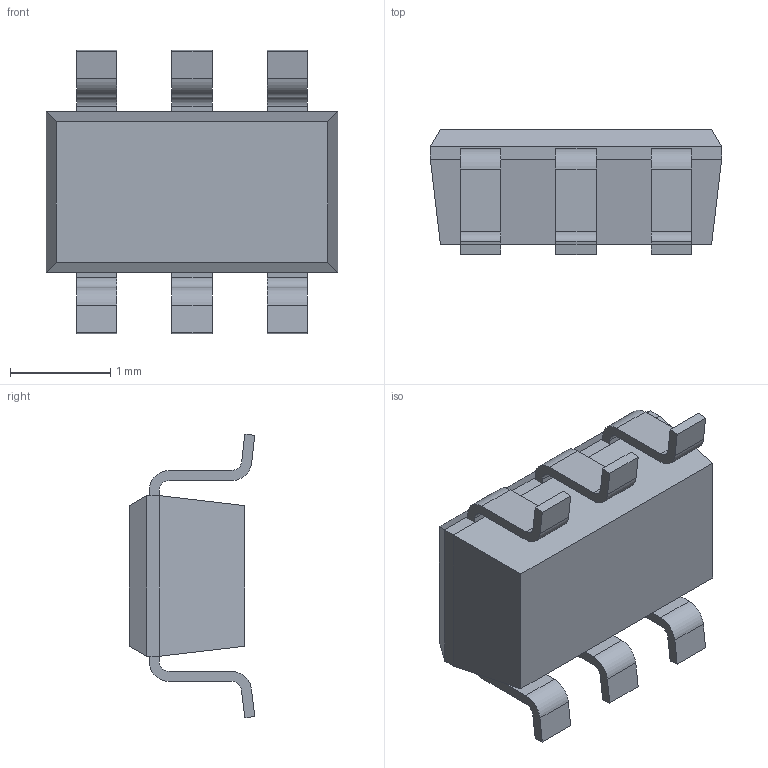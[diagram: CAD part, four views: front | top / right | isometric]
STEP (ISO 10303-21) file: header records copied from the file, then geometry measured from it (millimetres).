
FILE_DESCRIPTION(/* description */ (''),/* implementation_level */ '2;1');
FILE_NAME(/* name */ 'SOT23-6 v2.step',/* time_stamp */ '2019-11-05T13:04:21+01:00',/* author */ (''),/* organization */ (''),/* preprocessor_version */ 'ST-DEVELOPER v18',/* originating_system */ 'Autodesk Translation Framework v8.9.1.1155',/* authorisation */ '');
FILE_SCHEMA (('AUTOMOTIVE_DESIGN { 1 0 10303 214 3 1 1 }'));
Length unit declared in the file: millimetre
Products named in the file (1): SOT23-6
Bounding box: 2.9 x 1.25 x 2.82 mm (x, y, z)
Volume: 5.4 mm3; surface area: 31.3 mm2
Topology: 4 solids, 4 shells, 82 faces, 211 edges, 138 vertices
Faces by surface type: plane 57, cylinder 25
Full cylindrical faces by diameter (mm): 0.36 x1
Entity records: 2525 total; most frequent: CARTESIAN_POINT 432, DIRECTION 427, ORIENTED_EDGE 422, EDGE_CURVE 211, LINE 161, VECTOR 161, VERTEX_POINT 138, AXIS2_PLACEMENT_3D 133
